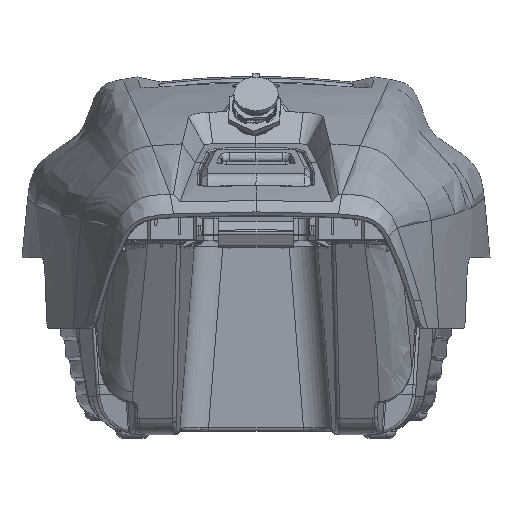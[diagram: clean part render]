
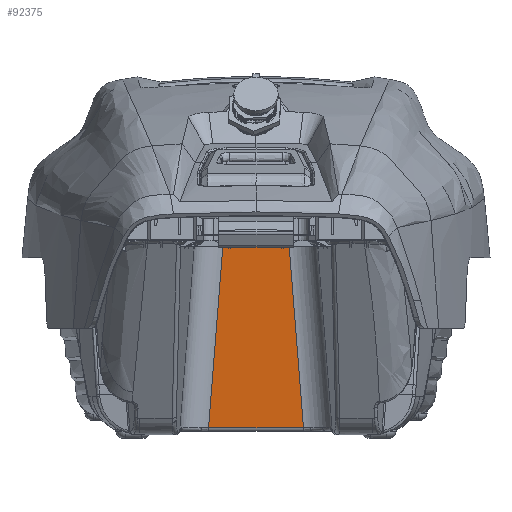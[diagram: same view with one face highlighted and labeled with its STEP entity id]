
A CAD part, top view. The second image highlights one B-rep face of the part: STEP entity #92375.
In plain terms, the highlighted planar face has unit normal (0, -0.087, 0.996).
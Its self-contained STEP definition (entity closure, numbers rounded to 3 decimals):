
#4978 = ORIENTED_EDGE ( 'NONE', *, *, #100189, .T. ) ;
#6182 = DIRECTION ( 'NONE',  ( -0.078, 0.993, 0.087 ) ) ;
#7390 = LINE ( 'NONE', #46007, #87849 ) ;
#8247 = VECTOR ( 'NONE', #98735, 1000. ) ;
#10498 = ORIENTED_EDGE ( 'NONE', *, *, #136451, .T. ) ;
#11643 = VERTEX_POINT ( 'NONE', #94762 ) ;
#12809 = EDGE_CURVE ( 'NONE', #16485, #85801, #21471, .T. ) ;
#13160 = VERTEX_POINT ( 'NONE', #31117 ) ;
#13199 = DIRECTION ( 'NONE',  ( 1., 0., 0. ) ) ;
#15404 = VECTOR ( 'NONE', #82147, 1000. ) ;
#16485 = VERTEX_POINT ( 'NONE', #37692 ) ;
#16996 = LINE ( 'NONE', #19202, #106589 ) ;
#17181 = CARTESIAN_POINT ( 'NONE',  ( -15.006, 51.893, -57.123 ) ) ;
#17771 = CARTESIAN_POINT ( 'NONE',  ( 27.902, -57.804, -66.72 ) ) ;
#18696 = DIRECTION ( 'NONE',  ( -1., 0., 0. ) ) ;
#18925 = VERTEX_POINT ( 'NONE', #17771 ) ;
#19202 = CARTESIAN_POINT ( 'NONE',  ( 15.183, 47.587, -57.5 ) ) ;
#20633 = LINE ( 'NONE', #52725, #99176 ) ;
#21471 = LINE ( 'NONE', #36382, #28800 ) ;
#27256 = CARTESIAN_POINT ( 'NONE',  ( -47.733, 49.261, -57.353 ) ) ;
#28800 = VECTOR ( 'NONE', #61842, 1000. ) ;
#31117 = CARTESIAN_POINT ( 'NONE',  ( 16.356, 49.261, -57.353 ) ) ;
#32801 = DIRECTION ( 'NONE',  ( -1., 0., 0. ) ) ;
#33987 = VERTEX_POINT ( 'NONE', #138457 ) ;
#36382 = CARTESIAN_POINT ( 'NONE',  ( -102.737, 49.261, -57.353 ) ) ;
#37292 = EDGE_CURVE ( 'NONE', #92829, #11643, #139070, .T. ) ;
#37692 = CARTESIAN_POINT ( 'NONE',  ( 15.144, 49.261, -57.353 ) ) ;
#38917 = CARTESIAN_POINT ( 'NONE',  ( -15.231, 47.587, -57.5 ) ) ;
#39989 = VECTOR ( 'NONE', #88461, 1000. ) ;
#40073 = CARTESIAN_POINT ( 'NONE',  ( 19.468, 49.261, -57.353 ) ) ;
#40946 = LINE ( 'NONE', #124688, #128579 ) ;
#41442 = ORIENTED_EDGE ( 'NONE', *, *, #67522, .T. ) ;
#42212 = PLANE ( 'NONE',  #133618 ) ;
#46007 = CARTESIAN_POINT ( 'NONE',  ( -28.075, -57.804, -66.72 ) ) ;
#51062 = EDGE_LOOP ( 'NONE', ( #107234, #122163, #4978, #101810, #53898, #58024, #106682, #41442, #131185, #57814, #10498, #76255 ) ) ;
#52725 = CARTESIAN_POINT ( 'NONE',  ( 28.075, -60., -66.912 ) ) ;
#53534 = LINE ( 'NONE', #17181, #144923 ) ;
#53898 = ORIENTED_EDGE ( 'NONE', *, *, #108872, .T. ) ;
#53911 = DIRECTION ( 'NONE',  ( 0., -0.087, 0.996 ) ) ;
#56242 = DIRECTION ( 'NONE',  ( -0.052, 0.995, 0.087 ) ) ;
#57814 = ORIENTED_EDGE ( 'NONE', *, *, #145485, .T. ) ;
#58024 = ORIENTED_EDGE ( 'NONE', *, *, #12809, .T. ) ;
#58213 = LINE ( 'NONE', #137133, #39989 ) ;
#61842 = DIRECTION ( 'NONE',  ( -1., 0., 0. ) ) ;
#63876 = DIRECTION ( 'NONE',  ( -1., 0., 0. ) ) ;
#64086 = CARTESIAN_POINT ( 'NONE',  ( -27.902, -57.804, -66.72 ) ) ;
#67522 = EDGE_CURVE ( 'NONE', #92109, #92829, #40946, .T. ) ;
#74089 = LINE ( 'NONE', #27256, #88706 ) ;
#74460 = VERTEX_POINT ( 'NONE', #101923 ) ;
#76255 = ORIENTED_EDGE ( 'NONE', *, *, #127990, .T. ) ;
#76675 = FACE_OUTER_BOUND ( 'NONE', #51062, .T. ) ;
#82147 = DIRECTION ( 'NONE',  ( -0.052, -0.995, -0.087 ) ) ;
#85801 = VERTEX_POINT ( 'NONE', #107375 ) ;
#87849 = VECTOR ( 'NONE', #13199, 1000. ) ;
#88429 = VERTEX_POINT ( 'NONE', #40073 ) ;
#88461 = DIRECTION ( 'NONE',  ( -1., 0., 0. ) ) ;
#88475 = EDGE_CURVE ( 'NONE', #88429, #13160, #74089, .T. ) ;
#88573 = CARTESIAN_POINT ( 'NONE',  ( -47.733, 41.739, -58.011 ) ) ;
#88706 = VECTOR ( 'NONE', #32801, 1000. ) ;
#92109 = VERTEX_POINT ( 'NONE', #38917 ) ;
#92375 = ADVANCED_FACE ( 'NONE', ( #76675 ), #42212, .T. ) ;
#92829 = VERTEX_POINT ( 'NONE', #138188 ) ;
#94380 = LINE ( 'NONE', #125265, #145666 ) ;
#94762 = CARTESIAN_POINT ( 'NONE',  ( -16.356, 49.261, -57.353 ) ) ;
#97835 = LINE ( 'NONE', #145311, #8247 ) ;
#98735 = DIRECTION ( 'NONE',  ( -0.078, -0.993, -0.087 ) ) ;
#99176 = VECTOR ( 'NONE', #6182, 1000. ) ;
#99837 = DIRECTION ( 'NONE',  ( -0.052, 0.995, 0.087 ) ) ;
#100189 = EDGE_CURVE ( 'NONE', #13160, #119927, #108712, .T. ) ;
#100434 = DIRECTION ( 'NONE',  ( -0.052, -0.995, -0.087 ) ) ;
#101810 = ORIENTED_EDGE ( 'NONE', *, *, #115382, .T. ) ;
#101923 = CARTESIAN_POINT ( 'NONE',  ( 15.231, 47.587, -57.5 ) ) ;
#102058 = VERTEX_POINT ( 'NONE', #64086 ) ;
#106589 = VECTOR ( 'NONE', #18696, 1000. ) ;
#106682 = ORIENTED_EDGE ( 'NONE', *, *, #115406, .T. ) ;
#107234 = ORIENTED_EDGE ( 'NONE', *, *, #129721, .T. ) ;
#107375 = CARTESIAN_POINT ( 'NONE',  ( -15.144, 49.261, -57.353 ) ) ;
#108712 = LINE ( 'NONE', #117533, #15404 ) ;
#108872 = EDGE_CURVE ( 'NONE', #74460, #16485, #94380, .T. ) ;
#115382 = EDGE_CURVE ( 'NONE', #119927, #74460, #16996, .T. ) ;
#115406 = EDGE_CURVE ( 'NONE', #85801, #92109, #53534, .T. ) ;
#117402 = CARTESIAN_POINT ( 'NONE',  ( 16.269, 47.587, -57.5 ) ) ;
#117533 = CARTESIAN_POINT ( 'NONE',  ( 16.759, 56.945, -56.681 ) ) ;
#119927 = VERTEX_POINT ( 'NONE', #117402 ) ;
#122163 = ORIENTED_EDGE ( 'NONE', *, *, #88475, .T. ) ;
#122954 = DIRECTION ( 'NONE',  ( 0., -0.996, -0.087 ) ) ;
#124688 = CARTESIAN_POINT ( 'NONE',  ( -16.317, 47.587, -57.5 ) ) ;
#125265 = CARTESIAN_POINT ( 'NONE',  ( 14.741, 56.945, -56.681 ) ) ;
#127990 = EDGE_CURVE ( 'NONE', #102058, #18925, #7390, .T. ) ;
#128579 = VECTOR ( 'NONE', #63876, 1000. ) ;
#129721 = EDGE_CURVE ( 'NONE', #18925, #88429, #20633, .T. ) ;
#131185 = ORIENTED_EDGE ( 'NONE', *, *, #37292, .T. ) ;
#133618 = AXIS2_PLACEMENT_3D ( 'NONE', #88573, #53911, #122954 ) ;
#135418 = VECTOR ( 'NONE', #99837, 1000. ) ;
#136451 = EDGE_CURVE ( 'NONE', #33987, #102058, #97835, .T. ) ;
#137133 = CARTESIAN_POINT ( 'NONE',  ( -102.737, 49.261, -57.353 ) ) ;
#138188 = CARTESIAN_POINT ( 'NONE',  ( -16.269, 47.587, -57.5 ) ) ;
#138457 = CARTESIAN_POINT ( 'NONE',  ( -19.468, 49.261, -57.353 ) ) ;
#139070 = LINE ( 'NONE', #146924, #135418 ) ;
#144923 = VECTOR ( 'NONE', #100434, 1000. ) ;
#145311 = CARTESIAN_POINT ( 'NONE',  ( -2.16, 268.968, -38.131 ) ) ;
#145485 = EDGE_CURVE ( 'NONE', #11643, #33987, #58213, .T. ) ;
#145666 = VECTOR ( 'NONE', #56242, 1000. ) ;
#146924 = CARTESIAN_POINT ( 'NONE',  ( -16.759, 56.945, -56.681 ) ) ;
